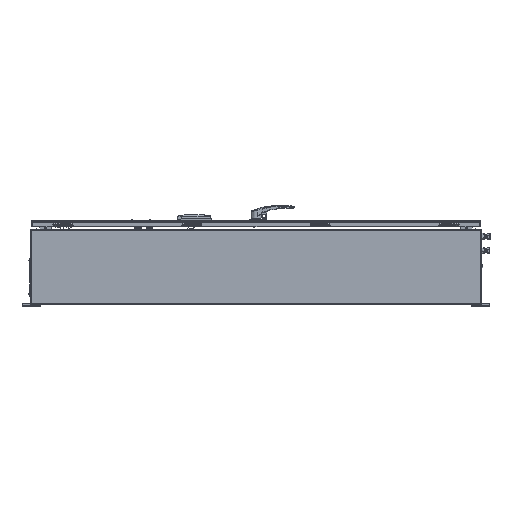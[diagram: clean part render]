
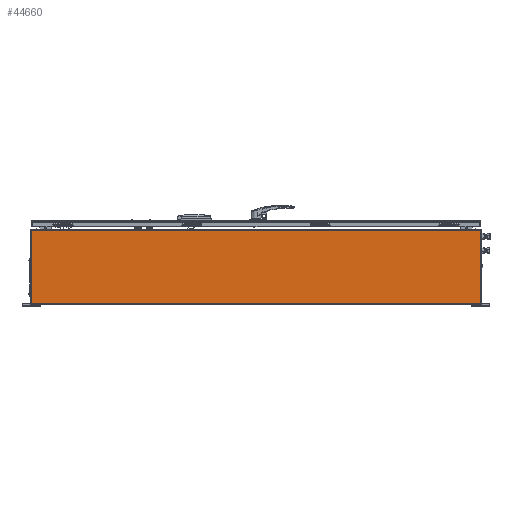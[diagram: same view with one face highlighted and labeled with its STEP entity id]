
A CAD part, left-side view. The second image highlights one B-rep face of the part: STEP entity #44660.
In plain terms, the highlighted planar face has unit normal (-1, 0, 0).
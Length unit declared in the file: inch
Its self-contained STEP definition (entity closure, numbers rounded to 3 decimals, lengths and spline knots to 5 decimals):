
#1403 = LINE ( 'NONE', #57901, #34069 ) ;
#1983 = EDGE_CURVE ( 'NONE', #59310, #23375, #21113, .T. ) ;
#4340 = ORIENTED_EDGE ( 'NONE', *, *, #43956, .F. ) ;
#5185 = DIRECTION ( 'NONE',  ( 0., -1., 0. ) ) ;
#6267 = DIRECTION ( 'NONE',  ( 0., 0., -1. ) ) ;
#7478 = DIRECTION ( 'NONE',  ( 1., 0., 0. ) ) ;
#8462 = CARTESIAN_POINT ( 'NONE',  ( 7.86176, 4.53464, -16.24596 ) ) ;
#8729 = VERTEX_POINT ( 'NONE', #25353 ) ;
#9822 = CARTESIAN_POINT ( 'NONE',  ( 7.86176, 4.53464, -11.34496 ) ) ;
#12476 = ORIENTED_EDGE ( 'NONE', *, *, #52023, .F. ) ;
#13086 = VECTOR ( 'NONE', #16883, 39.37008 ) ;
#13232 = CARTESIAN_POINT ( 'NONE',  ( 7.86176, 34.44464, -11.34496 ) ) ;
#16883 = DIRECTION ( 'NONE',  ( 0., 1., 0. ) ) ;
#21113 = LINE ( 'NONE', #9822, #57652 ) ;
#23375 = VERTEX_POINT ( 'NONE', #30136 ) ;
#23422 = FACE_OUTER_BOUND ( 'NONE', #56329, .T. ) ;
#25023 = ORIENTED_EDGE ( 'NONE', *, *, #41740, .F. ) ;
#25353 = CARTESIAN_POINT ( 'NONE',  ( 7.86176, 34.44464, -21.14696 ) ) ;
#26843 = CARTESIAN_POINT ( 'NONE',  ( 7.86176, 4.53464, -21.14696 ) ) ;
#28515 = ORIENTED_EDGE ( 'NONE', *, *, #1983, .F. ) ;
#30136 = CARTESIAN_POINT ( 'NONE',  ( 7.86176, -25.37536, -11.34496 ) ) ;
#32186 = CARTESIAN_POINT ( 'NONE',  ( 7.86176, -25.37536, -16.24596 ) ) ;
#34062 = VECTOR ( 'NONE', #6267, 39.37008 ) ;
#34069 = VECTOR ( 'NONE', #41968, 39.37008 ) ;
#37321 = AXIS2_PLACEMENT_3D ( 'NONE', #8462, #7478, #48010 ) ;
#38648 = VERTEX_POINT ( 'NONE', #63655 ) ;
#38724 = PLANE ( 'NONE',  #37321 ) ;
#41740 = EDGE_CURVE ( 'NONE', #8729, #59310, #1403, .T. ) ;
#41968 = DIRECTION ( 'NONE',  ( 0., 0., 1. ) ) ;
#43956 = EDGE_CURVE ( 'NONE', #23375, #38648, #62108, .T. ) ;
#44660 = ADVANCED_FACE ( 'NONE', ( #23422 ), #38724, .F. ) ;
#48010 = DIRECTION ( 'NONE',  ( 0., 1., 0. ) ) ;
#52023 = EDGE_CURVE ( 'NONE', #38648, #8729, #52114, .T. ) ;
#52114 = LINE ( 'NONE', #26843, #13086 ) ;
#56329 = EDGE_LOOP ( 'NONE', ( #25023, #12476, #4340, #28515 ) ) ;
#57652 = VECTOR ( 'NONE', #5185, 39.37008 ) ;
#57901 = CARTESIAN_POINT ( 'NONE',  ( 7.86176, 34.44464, -16.24596 ) ) ;
#59310 = VERTEX_POINT ( 'NONE', #13232 ) ;
#62108 = LINE ( 'NONE', #32186, #34062 ) ;
#63655 = CARTESIAN_POINT ( 'NONE',  ( 7.86176, -25.37536, -21.14696 ) ) ;
